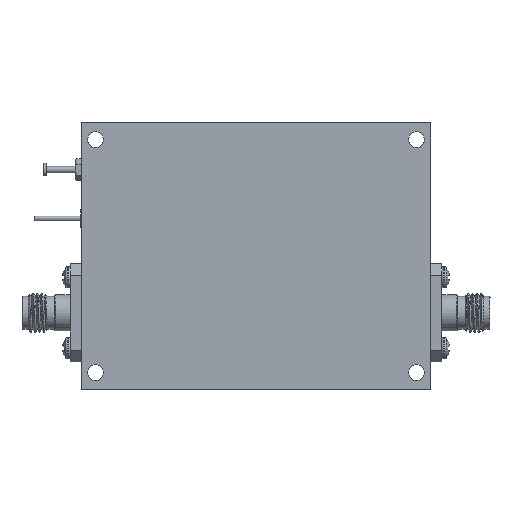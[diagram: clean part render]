
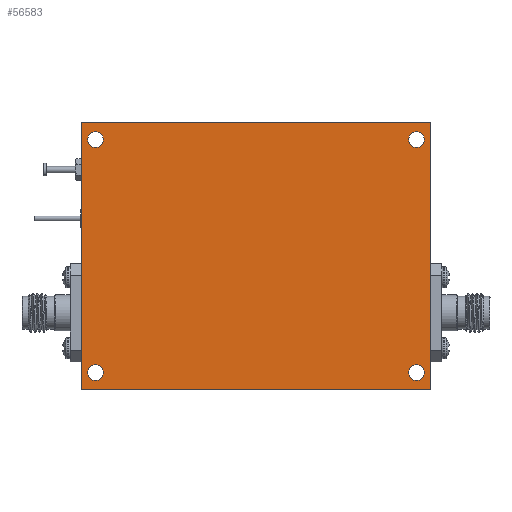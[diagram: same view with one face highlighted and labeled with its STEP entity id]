
A CAD part, front view. The second image highlights one B-rep face of the part: STEP entity #56583.
In plain terms, the highlighted planar face has unit normal (0, -1, 0).
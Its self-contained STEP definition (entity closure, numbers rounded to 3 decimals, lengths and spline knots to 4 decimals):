
#306 = CIRCLE ( 'NONE', #11319, 0.05 ) ;
#1699 = VERTEX_POINT ( 'NONE', #60893 ) ;
#2420 = DIRECTION ( 'NONE',  ( 0., 0., 1. ) ) ;
#2798 = CARTESIAN_POINT ( 'NONE',  ( 1.02, -0.3, -0.69 ) ) ;
#4709 = CARTESIAN_POINT ( 'NONE',  ( 0., -0.3, 0. ) ) ;
#5920 = ORIENTED_EDGE ( 'NONE', *, *, #6721, .T. ) ;
#6721 = EDGE_CURVE ( 'NONE', #50104, #50104, #57879, .T. ) ;
#7531 = CIRCLE ( 'NONE', #31722, 0.05 ) ;
#8311 = CARTESIAN_POINT ( 'NONE',  ( -1.11, -0.3, 0.85 ) ) ;
#8329 = VERTEX_POINT ( 'NONE', #29174 ) ;
#8880 = ORIENTED_EDGE ( 'NONE', *, *, #19081, .F. ) ;
#9251 = DIRECTION ( 'NONE',  ( 0., 0., 1. ) ) ;
#9446 = EDGE_CURVE ( 'NONE', #8329, #8329, #36816, .T. ) ;
#9472 = DIRECTION ( 'NONE',  ( 0., 1., 0. ) ) ;
#9531 = DIRECTION ( 'NONE',  ( -1., 0., 0. ) ) ;
#11319 = AXIS2_PLACEMENT_3D ( 'NONE', #28697, #17866, #59825 ) ;
#11640 = LINE ( 'NONE', #14146, #14105 ) ;
#14105 = VECTOR ( 'NONE', #19430, 39.3701 ) ;
#14146 = CARTESIAN_POINT ( 'NONE',  ( 1.11, -0.3, 0.85 ) ) ;
#14773 = EDGE_CURVE ( 'NONE', #18601, #18669, #38124, .T. ) ;
#14867 = CARTESIAN_POINT ( 'NONE',  ( 1.11, -0.3, 0.85 ) ) ;
#15310 = EDGE_LOOP ( 'NONE', ( #59205, #61050, #8880, #45309 ) ) ;
#15651 = AXIS2_PLACEMENT_3D ( 'NONE', #4709, #46839, #67481 ) ;
#16320 = EDGE_CURVE ( 'NONE', #63202, #63202, #306, .T. ) ;
#16811 = VERTEX_POINT ( 'NONE', #19197 ) ;
#17310 = EDGE_LOOP ( 'NONE', ( #5920 ) ) ;
#17866 = DIRECTION ( 'NONE',  ( 0., 1., 0. ) ) ;
#17887 = EDGE_CURVE ( 'NONE', #1699, #16811, #47708, .T. ) ;
#18601 = VERTEX_POINT ( 'NONE', #61163 ) ;
#18669 = VERTEX_POINT ( 'NONE', #14867 ) ;
#19067 = ORIENTED_EDGE ( 'NONE', *, *, #32935, .T. ) ;
#19072 = VECTOR ( 'NONE', #9531, 39.3701 ) ;
#19081 = EDGE_CURVE ( 'NONE', #16811, #18601, #51718, .T. ) ;
#19197 = CARTESIAN_POINT ( 'NONE',  ( -1.11, -0.3, -0.85 ) ) ;
#19430 = DIRECTION ( 'NONE',  ( 0., 0., -1. ) ) ;
#22160 = EDGE_LOOP ( 'NONE', ( #19067 ) ) ;
#22398 = EDGE_LOOP ( 'NONE', ( #45322 ) ) ;
#23029 = AXIS2_PLACEMENT_3D ( 'NONE', #34218, #64661, #64897 ) ;
#28560 = CARTESIAN_POINT ( 'NONE',  ( 1.02, -0.3, -0.74 ) ) ;
#28697 = CARTESIAN_POINT ( 'NONE',  ( -1.02, -0.3, -0.74 ) ) ;
#29174 = CARTESIAN_POINT ( 'NONE',  ( 1.02, -0.3, 0.79 ) ) ;
#29738 = EDGE_LOOP ( 'NONE', ( #42048 ) ) ;
#31722 = AXIS2_PLACEMENT_3D ( 'NONE', #28560, #54860, #2420 ) ;
#31887 = DIRECTION ( 'NONE',  ( 0., 0., 1. ) ) ;
#32517 = EDGE_CURVE ( 'NONE', #18669, #1699, #11640, .T. ) ;
#32935 = EDGE_CURVE ( 'NONE', #41931, #41931, #7531, .T. ) ;
#33040 = CARTESIAN_POINT ( 'NONE',  ( -1.11, -0.3, 0.85 ) ) ;
#34218 = CARTESIAN_POINT ( 'NONE',  ( -1.02, -0.3, 0.74 ) ) ;
#34554 = FACE_BOUND ( 'NONE', #22398, .T. ) ;
#36157 = VECTOR ( 'NONE', #31887, 39.3701 ) ;
#36816 = CIRCLE ( 'NONE', #54212, 0.05 ) ;
#38124 = LINE ( 'NONE', #8311, #57015 ) ;
#39470 = FACE_BOUND ( 'NONE', #22160, .T. ) ;
#41611 = CARTESIAN_POINT ( 'NONE',  ( -1.11, -0.3, -0.85 ) ) ;
#41931 = VERTEX_POINT ( 'NONE', #2798 ) ;
#42048 = ORIENTED_EDGE ( 'NONE', *, *, #9446, .T. ) ;
#44360 = FACE_OUTER_BOUND ( 'NONE', #15310, .T. ) ;
#44447 = CARTESIAN_POINT ( 'NONE',  ( -1.02, -0.3, 0.79 ) ) ;
#45309 = ORIENTED_EDGE ( 'NONE', *, *, #17887, .F. ) ;
#45322 = ORIENTED_EDGE ( 'NONE', *, *, #16320, .T. ) ;
#45436 = CARTESIAN_POINT ( 'NONE',  ( 1.02, -0.3, 0.74 ) ) ;
#46601 = PLANE ( 'NONE',  #15651 ) ;
#46839 = DIRECTION ( 'NONE',  ( 0., -1., 0. ) ) ;
#47708 = LINE ( 'NONE', #41611, #19072 ) ;
#50104 = VERTEX_POINT ( 'NONE', #44447 ) ;
#50165 = CARTESIAN_POINT ( 'NONE',  ( -1.02, -0.3, -0.69 ) ) ;
#51718 = LINE ( 'NONE', #33040, #36157 ) ;
#51746 = FACE_BOUND ( 'NONE', #17310, .T. ) ;
#54212 = AXIS2_PLACEMENT_3D ( 'NONE', #45436, #9472, #9251 ) ;
#54860 = DIRECTION ( 'NONE',  ( 0., 1., 0. ) ) ;
#56583 = ADVANCED_FACE ( 'NONE', ( #34554, #39470, #51746, #64012, #44360 ), #46601, .T. ) ;
#57015 = VECTOR ( 'NONE', #60777, 39.3701 ) ;
#57879 = CIRCLE ( 'NONE', #23029, 0.05 ) ;
#59205 = ORIENTED_EDGE ( 'NONE', *, *, #32517, .F. ) ;
#59825 = DIRECTION ( 'NONE',  ( 0., 0., 1. ) ) ;
#60777 = DIRECTION ( 'NONE',  ( 1., 0., 0. ) ) ;
#60893 = CARTESIAN_POINT ( 'NONE',  ( 1.11, -0.3, -0.85 ) ) ;
#61050 = ORIENTED_EDGE ( 'NONE', *, *, #14773, .F. ) ;
#61163 = CARTESIAN_POINT ( 'NONE',  ( -1.11, -0.3, 0.85 ) ) ;
#63202 = VERTEX_POINT ( 'NONE', #50165 ) ;
#64012 = FACE_BOUND ( 'NONE', #29738, .T. ) ;
#64661 = DIRECTION ( 'NONE',  ( 0., 1., 0. ) ) ;
#64897 = DIRECTION ( 'NONE',  ( 0., 0., 1. ) ) ;
#67481 = DIRECTION ( 'NONE',  ( 0., 0., -1. ) ) ;
